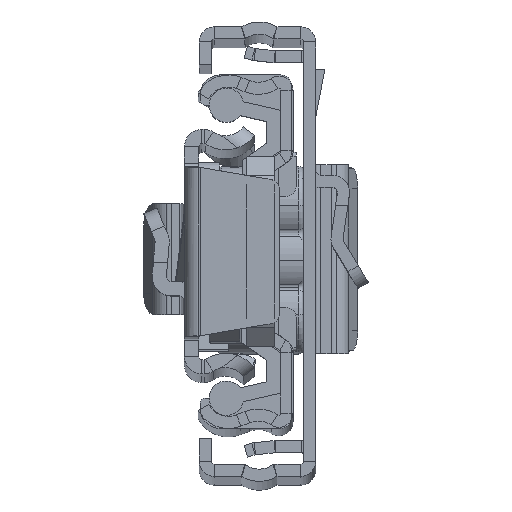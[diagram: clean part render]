
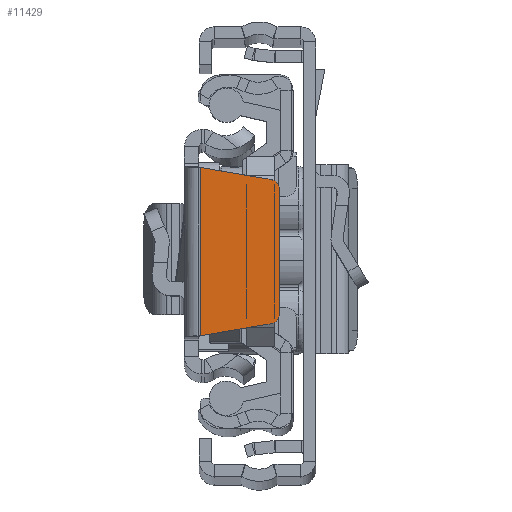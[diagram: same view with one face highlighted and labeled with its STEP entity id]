
A CAD part, top view. The second image highlights one B-rep face of the part: STEP entity #11429.
In plain terms, the highlighted planar face has unit normal (0, 0, 1).
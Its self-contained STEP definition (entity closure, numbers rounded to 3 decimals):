
#2 = DIRECTION ( 'NONE',  ( 1., 0., 0. ) ) ;
#943 = VERTEX_POINT ( 'NONE', #1276 ) ;
#1276 = CARTESIAN_POINT ( 'NONE',  ( 9.4, 6.156, 0. ) ) ;
#1524 = CARTESIAN_POINT ( 'NONE',  ( 8.4, -6.156, 0. ) ) ;
#1764 = CARTESIAN_POINT ( 'NONE',  ( 8.568, -7.142, 0. ) ) ;
#2229 = EDGE_CURVE ( 'NONE', #6929, #5777, #16632, .T. ) ;
#2720 = ORIENTED_EDGE ( 'NONE', *, *, #14832, .T. ) ;
#3382 = LINE ( 'NONE', #20194, #16523 ) ;
#3501 = DIRECTION ( 'NONE',  ( 0.986, 0.168, 0. ) ) ;
#3911 = DIRECTION ( 'NONE',  ( 0., 0., -1. ) ) ;
#4435 = EDGE_CURVE ( 'NONE', #20269, #943, #15534, .T. ) ;
#4811 = DIRECTION ( 'NONE',  ( 1., 0., 0. ) ) ;
#4836 = ORIENTED_EDGE ( 'NONE', *, *, #2229, .T. ) ;
#4904 = DIRECTION ( 'NONE',  ( 0., -1., 0. ) ) ;
#5091 = AXIS2_PLACEMENT_3D ( 'NONE', #13715, #3911, #10524 ) ;
#5265 = AXIS2_PLACEMENT_3D ( 'NONE', #1524, #18410, #4811 ) ;
#5777 = VERTEX_POINT ( 'NONE', #11257 ) ;
#5996 = CARTESIAN_POINT ( 'NONE',  ( 9.4, -6.156, 0. ) ) ;
#6421 = EDGE_CURVE ( 'NONE', #16894, #20269, #12284, .T. ) ;
#6929 = VERTEX_POINT ( 'NONE', #17148 ) ;
#7680 = VERTEX_POINT ( 'NONE', #18282 ) ;
#8542 = EDGE_LOOP ( 'NONE', ( #4836, #13285, #14710, #11169, #2720, #10017 ) ) ;
#9152 = CARTESIAN_POINT ( 'NONE',  ( 8.568, -7.142, 0. ) ) ;
#10017 = ORIENTED_EDGE ( 'NONE', *, *, #12450, .T. ) ;
#10524 = DIRECTION ( 'NONE',  ( 1., 0., 0. ) ) ;
#11010 = DIRECTION ( 'NONE',  ( -0.986, 0.168, 0. ) ) ;
#11169 = ORIENTED_EDGE ( 'NONE', *, *, #4435, .T. ) ;
#11257 = CARTESIAN_POINT ( 'NONE',  ( 1.6, -8.333, 0. ) ) ;
#11429 = ADVANCED_FACE ( 'NONE', ( #16871 ), #15236, .F. ) ;
#11535 = AXIS2_PLACEMENT_3D ( 'NONE', #18649, #18754, #2 ) ;
#11737 = CARTESIAN_POINT ( 'NONE',  ( 9.4, 6.156, 0. ) ) ;
#11997 = VECTOR ( 'NONE', #4904, 1000. ) ;
#12284 = CIRCLE ( 'NONE', #5265, 1. ) ;
#12450 = EDGE_CURVE ( 'NONE', #7680, #6929, #3382, .T. ) ;
#13285 = ORIENTED_EDGE ( 'NONE', *, *, #16025, .T. ) ;
#13488 = CARTESIAN_POINT ( 'NONE',  ( 1.6, -8.333, 0. ) ) ;
#13715 = CARTESIAN_POINT ( 'NONE',  ( 8.4, 6.156, 0. ) ) ;
#14710 = ORIENTED_EDGE ( 'NONE', *, *, #6421, .T. ) ;
#14832 = EDGE_CURVE ( 'NONE', #943, #7680, #16045, .T. ) ;
#15236 = PLANE ( 'NONE',  #5091 ) ;
#15534 = LINE ( 'NONE', #11737, #20293 ) ;
#16025 = EDGE_CURVE ( 'NONE', #5777, #16894, #16891, .T. ) ;
#16045 = CIRCLE ( 'NONE', #11535, 1. ) ;
#16523 = VECTOR ( 'NONE', #11010, 1000. ) ;
#16632 = LINE ( 'NONE', #13488, #11997 ) ;
#16871 = FACE_OUTER_BOUND ( 'NONE', #8542, .T. ) ;
#16891 = LINE ( 'NONE', #1764, #18196 ) ;
#16894 = VERTEX_POINT ( 'NONE', #9152 ) ;
#17148 = CARTESIAN_POINT ( 'NONE',  ( 1.6, 8.333, 0. ) ) ;
#18196 = VECTOR ( 'NONE', #3501, 1000. ) ;
#18282 = CARTESIAN_POINT ( 'NONE',  ( 8.568, 7.142, 0. ) ) ;
#18410 = DIRECTION ( 'NONE',  ( 0., 0., 1. ) ) ;
#18649 = CARTESIAN_POINT ( 'NONE',  ( 8.4, 6.156, 0. ) ) ;
#18754 = DIRECTION ( 'NONE',  ( 0., 0., 1. ) ) ;
#20194 = CARTESIAN_POINT ( 'NONE',  ( 1.5, 8.35, 0. ) ) ;
#20269 = VERTEX_POINT ( 'NONE', #5996 ) ;
#20293 = VECTOR ( 'NONE', #20492, 1000. ) ;
#20492 = DIRECTION ( 'NONE',  ( 0., 1., 0. ) ) ;
